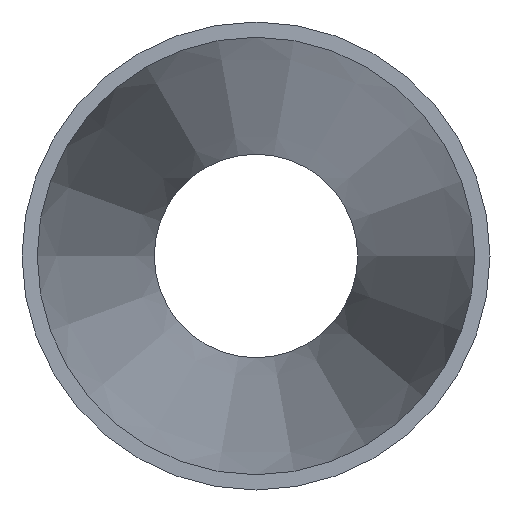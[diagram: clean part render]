
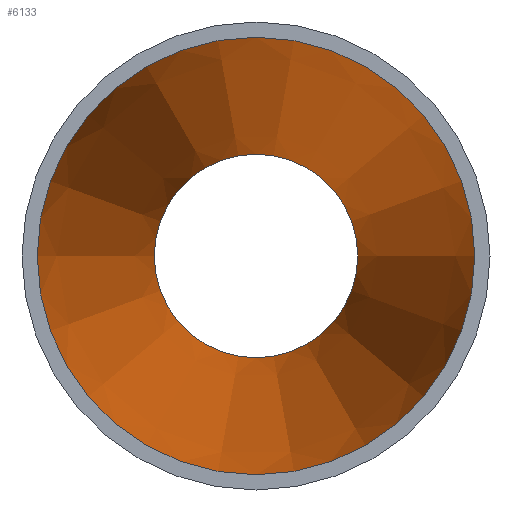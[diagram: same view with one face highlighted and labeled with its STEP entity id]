
A CAD part, left-side view. The second image highlights one B-rep face of the part: STEP entity #6133.
In plain terms, the highlighted conical face has half-angle 7.125 degrees and reference radius 17.399 mm.
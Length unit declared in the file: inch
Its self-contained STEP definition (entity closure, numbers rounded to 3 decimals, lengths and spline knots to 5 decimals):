
#75=FACE_BOUND('',#1084,.T.);
#717=FACE_OUTER_BOUND('',#1083,.T.);
#1083=EDGE_LOOP('',(#5728));
#1084=EDGE_LOOP('',(#5729));
#2398=CIRCLE('',#6450,0.935);
#2399=CIRCLE('',#6451,0.435);
#3008=VERTEX_POINT('',#13699);
#3009=VERTEX_POINT('',#13701);
#3919=EDGE_CURVE('',#3008,#3008,#2398,.T.);
#3920=EDGE_CURVE('',#3009,#3009,#2399,.T.);
#5728=ORIENTED_EDGE('',*,*,#3919,.T.);
#5729=ORIENTED_EDGE('',*,*,#3920,.T.);
#5776=CONICAL_SURFACE('',#6449,0.685,7.125);
#6133=ADVANCED_FACE('',(#717,#75),#5776,.F.);
#6449=AXIS2_PLACEMENT_3D('',#13698,#7498,#7499);
#6450=AXIS2_PLACEMENT_3D('',#13700,#7500,#7501);
#6451=AXIS2_PLACEMENT_3D('',#13702,#7502,#7503);
#7498=DIRECTION('center_axis',(-1.,0.,0.));
#7499=DIRECTION('ref_axis',(0.,-1.,0.));
#7500=DIRECTION('center_axis',(-1.,0.,0.));
#7501=DIRECTION('ref_axis',(0.,0.,
-1.));
#7502=DIRECTION('center_axis',(1.,0.,0.));
#7503=DIRECTION('ref_axis',(0.,0.,
-1.));
#13698=CARTESIAN_POINT('Origin',(2.,0.,0.));
#13699=CARTESIAN_POINT('',(0.,0.,
0.935));
#13700=CARTESIAN_POINT('Origin',(0.,0.,
0.));
#13701=CARTESIAN_POINT('',(4.,-0.435,0.));
#13702=CARTESIAN_POINT('Origin',(4.,0.,0.));
